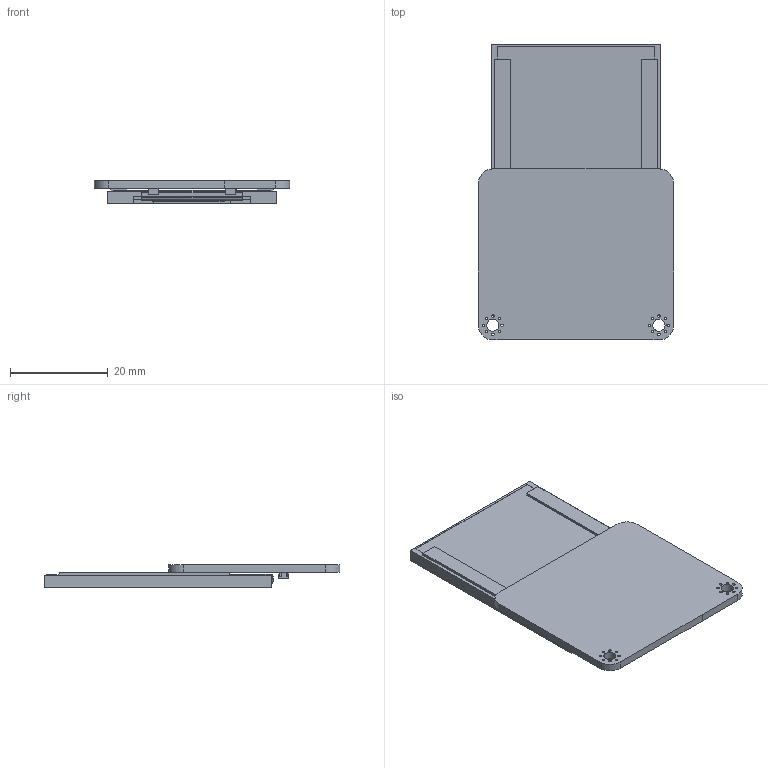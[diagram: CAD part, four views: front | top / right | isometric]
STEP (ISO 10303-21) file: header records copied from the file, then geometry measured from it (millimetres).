
FILE_DESCRIPTION(('KiCad electronic assembly'),'2;1');
FILE_NAME('screen_mock.step','2022-01-02T17:43:25',('Pcbnew'),('Kicad'), 'Open CASCADE STEP processor 7.5','KiCad to STEP converter','Unknown' );
FILE_SCHEMA(('AUTOMOTIVE_DESIGN { 1 0 10303 214 1 1 1 1 }'));
Length unit declared in the file: millimetre
Products named in the file (6): screen_mock 1; 1.8in TFT (Without Glass)- Tucked Cable; SOLID; LED_WS2812B_PLCC4_5.0x5.0mm_P3.2mm; screen_mock PCB
Assembly tree (6 placements, depth 3):
  screen_mock 1
    1.8in TFT (Without Glass)- Tucked Cable
      SOLID
    LED_WS2812B_PLCC4_5.0x5.0mm_P3.2mm  x2
      SOLID
    screen_mock PCB
Bounding box: 40 x 60.57 x 4.69 mm (x, y, z)
Volume: 5273.6 mm3; surface area: 7850.6 mm2
Topology: 4 solids, 24 shells, 580 faces, 1556 edges, 1018 vertices
Faces by surface type: bspline 551, cylinder 22, plane 7
Full cylindrical faces by diameter (mm): 0.5 x16, 2.5 x2
Entity records: 37780 total; most frequent: CARTESIAN_POINT 15933, B_SPLINE_CURVE_WITH_KNOTS 3692, ORIENTED_EDGE 2710, PCURVE 2710, DEFINITIONAL_REPRESENTATION 2710, EDGE_CURVE 1355, SURFACE_CURVE 1331, VERTEX_POINT 886
